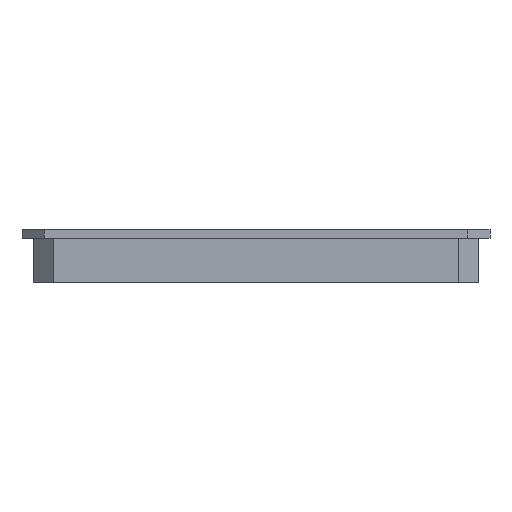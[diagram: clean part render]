
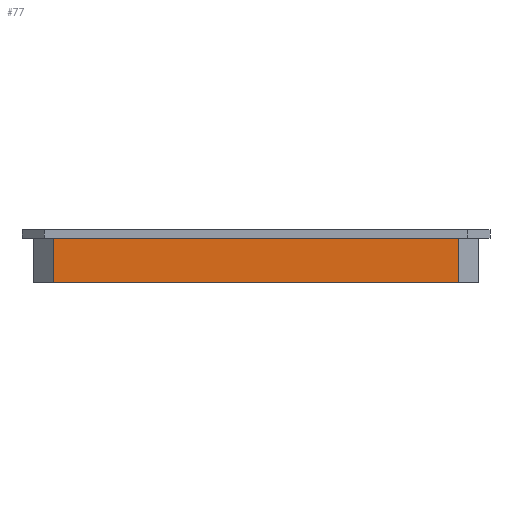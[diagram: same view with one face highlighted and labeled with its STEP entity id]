
A CAD part, left-side view. The second image highlights one B-rep face of the part: STEP entity #77.
In plain terms, the highlighted planar face has unit normal (-1, 0, 0).
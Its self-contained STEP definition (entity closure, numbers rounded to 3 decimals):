
#77=ADVANCED_FACE('',(#133),#843,.T.);
#133=FACE_OUTER_BOUND('',#213,.T.);
#213=EDGE_LOOP('',(#433,#434,#435,#436));
#433=ORIENTED_EDGE('',*,*,#648,.T.);
#434=ORIENTED_EDGE('',*,*,#649,.T.);
#435=ORIENTED_EDGE('',*,*,#650,.F.);
#436=ORIENTED_EDGE('',*,*,#646,.F.);
#646=EDGE_CURVE('',#769,#770,#912,.T.);
#648=EDGE_CURVE('',#769,#771,#914,.T.);
#649=EDGE_CURVE('',#771,#772,#915,.T.);
#650=EDGE_CURVE('',#770,#772,#916,.T.);
#769=VERTEX_POINT('',#2016);
#770=VERTEX_POINT('',#2017);
#771=VERTEX_POINT('',#2018);
#772=VERTEX_POINT('',#2019);
#843=PLANE('',#1108);
#912=B_SPLINE_CURVE_WITH_KNOTS('',1,(#2062,#2063),.UNSPECIFIED.,.F.,.F.,
(2,2),(0.,10.),.UNSPECIFIED.);
#914=B_SPLINE_CURVE_WITH_KNOTS('',1,(#2066,#2067),.UNSPECIFIED.,.F.,.F.,
(2,2),(44.276,136.167),.UNSPECIFIED.);
#915=B_SPLINE_CURVE_WITH_KNOTS('',1,(#2068,#2069),.UNSPECIFIED.,.F.,.F.,
(2,2),(0.,10.),.UNSPECIFIED.);
#916=B_SPLINE_CURVE_WITH_KNOTS('',1,(#2070,#2071),.UNSPECIFIED.,.F.,.F.,
(2,2),(44.276,136.167),.UNSPECIFIED.);
#1108=AXIS2_PLACEMENT_3D('',#1984,#1140,$);
#1140=DIRECTION('',(-1.,0.,0.));
#1984=CARTESIAN_POINT('',(183.547,-0.446,86.));
#2016=CARTESIAN_POINT('',(183.547,-0.446,86.));
#2017=CARTESIAN_POINT('',(183.547,-0.446,76.));
#2018=CARTESIAN_POINT('',(183.547,91.446,86.));
#2019=CARTESIAN_POINT('',(183.547,91.446,76.));
#2062=CARTESIAN_POINT('',(183.547,-0.446,86.));
#2063=CARTESIAN_POINT('',(183.547,-0.446,76.));
#2066=CARTESIAN_POINT('',(183.547,-0.446,86.));
#2067=CARTESIAN_POINT('',(183.547,91.446,86.));
#2068=CARTESIAN_POINT('',(183.547,91.446,86.));
#2069=CARTESIAN_POINT('',(183.547,91.446,76.));
#2070=CARTESIAN_POINT('',(183.547,-0.446,76.));
#2071=CARTESIAN_POINT('',(183.547,91.446,76.));
